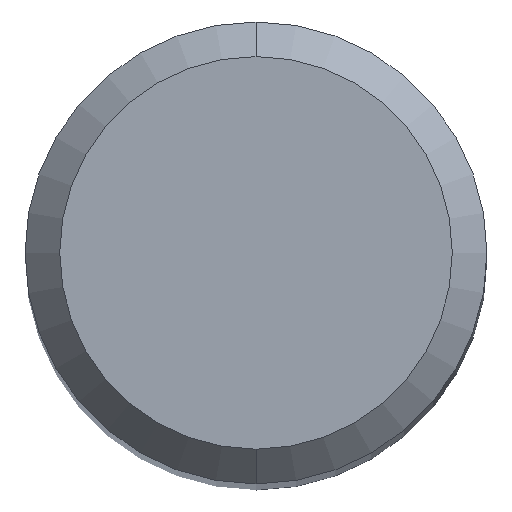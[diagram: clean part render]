
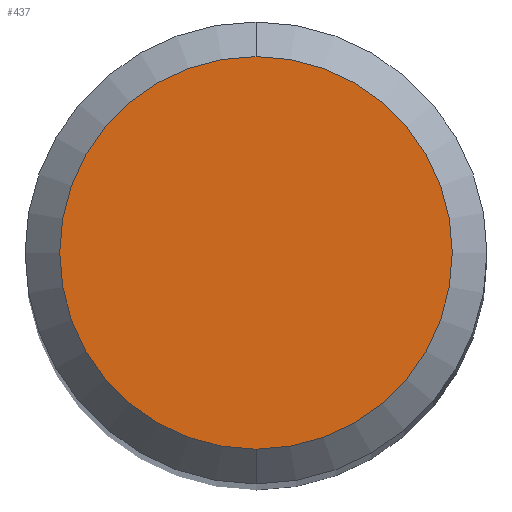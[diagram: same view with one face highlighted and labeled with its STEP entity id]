
A CAD part, top view. The second image highlights one B-rep face of the part: STEP entity #437.
In plain terms, the highlighted planar face has unit normal (0, 0, 1).
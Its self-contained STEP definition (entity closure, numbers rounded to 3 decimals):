
#257=VERTEX_POINT('',#627);
#401=EDGE_CURVE('',#257,#425,#789,.T.);
#425=VERTEX_POINT('',#816);
#437=ADVANCED_FACE('',(#829),#830,.T.);
#477=EDGE_CURVE('',#425,#257,#872,.T.);
#627=CARTESIAN_POINT('',(0.0,1.7,0.0));
#789=CIRCLE('',#1325,1.7);
#816=CARTESIAN_POINT('',(0.,-1.7,0.0));
#829=FACE_OUTER_BOUND('',#1419,.T.);
#830=PLANE('',#1420);
#872=CIRCLE('',#1555,1.7);
#1325=AXIS2_PLACEMENT_3D('',#1941,#1942,#1943);
#1419=EDGE_LOOP('',(#1985,#1986));
#1420=AXIS2_PLACEMENT_3D('',#1987,#1988,#1989);
#1555=AXIS2_PLACEMENT_3D('',#2023,#2024,#2025);
#1941=CARTESIAN_POINT('',(0.0,0.0,0.0));
#1942=DIRECTION('',(0.0,0.0,-1.0));
#1943=DIRECTION('',(0.0,1.0,0.0));
#1985=ORIENTED_EDGE('',*,*,#401,.F.);
#1986=ORIENTED_EDGE('',*,*,#477,.F.);
#1987=CARTESIAN_POINT('',(0.0,0.85,0.0));
#1988=DIRECTION('',(-0.0,0.0,1.0));
#1989=DIRECTION('',(0.0,-1.0,0.0));
#2023=CARTESIAN_POINT('',(0.0,0.0,0.0));
#2024=DIRECTION('',(0.0,0.0,-1.0));
#2025=DIRECTION('',(0.0,1.0,0.0));
